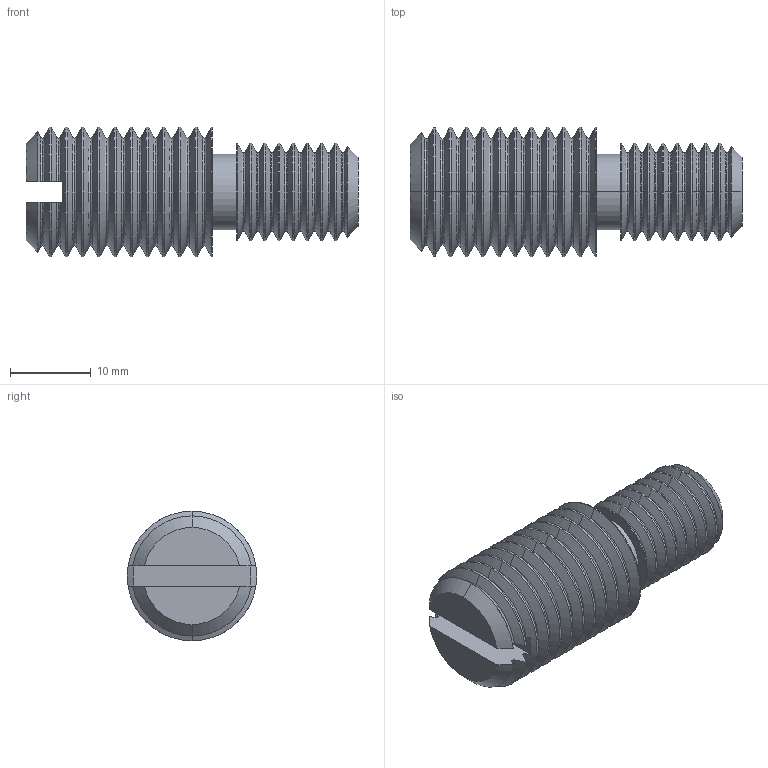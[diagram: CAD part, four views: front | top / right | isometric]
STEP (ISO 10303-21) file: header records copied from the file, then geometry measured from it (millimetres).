
FILE_DESCRIPTION(('STEP AP214'),'1');
FILE_NAME(' ',' ',('TraceParts'),('TraceParts S.A.'),'XStep 1.0',' ',' ');
FILE_SCHEMA(('automotive_design'));
Length unit declared in the file: millimetre
Products named in the file (1): 1
Bounding box: 41 x 16 x 16 mm (x, y, z)
Volume: 5214.5 mm3; surface area: 3269.7 mm2
Topology: 1 solids, 1 shells, 222 faces, 464 edges, 246 vertices
Faces by surface type: cone 88, torus 84, cylinder 42, plane 8
Entity records: 11334 total; most frequent: CARTESIAN_POINT 1181, DIRECTION 1174, STYLED_ITEM 933, PRESENTATION_STYLE_ASSIGNMENT 933, COLOUR_RGB 933, ORIENTED_EDGE 928, AXIS2_PLACEMENT_3D 523, EDGE_CURVE 464
